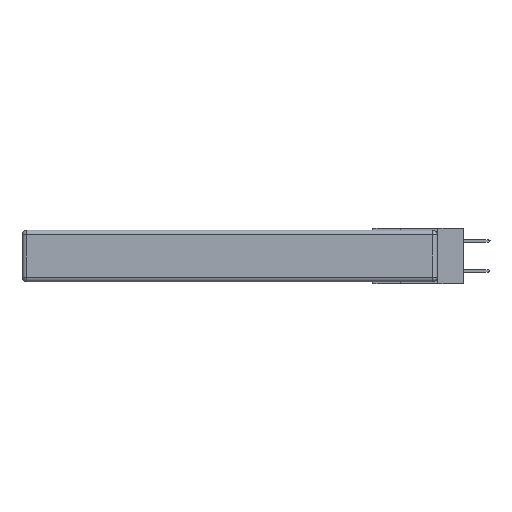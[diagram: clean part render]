
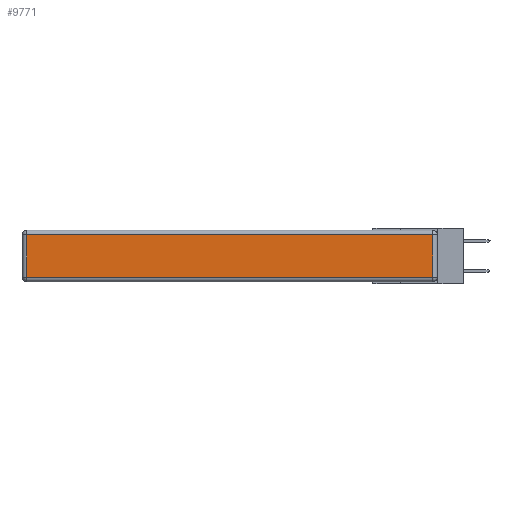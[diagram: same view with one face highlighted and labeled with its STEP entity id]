
A CAD part, left-side view. The second image highlights one B-rep face of the part: STEP entity #9771.
In plain terms, the highlighted planar face has unit normal (-1, 0, 0).
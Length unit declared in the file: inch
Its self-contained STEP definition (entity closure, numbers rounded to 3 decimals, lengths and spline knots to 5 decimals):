
#395 = CARTESIAN_POINT ( 'NONE',  ( 0., 0., -0.343 ) ) ;
#555 = ORIENTED_EDGE ( 'NONE', *, *, #1500, .T. ) ;
#819 = EDGE_LOOP ( 'NONE', ( #2344, #6430, #555, #4040 ) ) ;
#1159 = VERTEX_POINT ( 'NONE', #6752 ) ;
#1441 = VECTOR ( 'NONE', #12482, 39.37008 ) ;
#1500 = EDGE_CURVE ( 'NONE', #10556, #6028, #11251, .T. ) ;
#1587 = CARTESIAN_POINT ( 'NONE',  ( 0., 2.72, -0.343 ) ) ;
#2344 = ORIENTED_EDGE ( 'NONE', *, *, #3210, .T. ) ;
#3210 = EDGE_CURVE ( 'NONE', #1159, #7277, #4615, .T. ) ;
#3606 = VECTOR ( 'NONE', #3650, 39.37008 ) ;
#3650 = DIRECTION ( 'NONE',  ( 0., 0., 1. ) ) ;
#4006 = DIRECTION ( 'NONE',  ( 0., 0., 1. ) ) ;
#4040 = ORIENTED_EDGE ( 'NONE', *, *, #8012, .T. ) ;
#4615 = LINE ( 'NONE', #8925, #1441 ) ;
#5071 = EDGE_CURVE ( 'NONE', #7277, #10556, #6836, .T. ) ;
#6028 = VERTEX_POINT ( 'NONE', #15061 ) ;
#6138 = CARTESIAN_POINT ( 'NONE',  ( 0., 0.03, -0.313 ) ) ;
#6430 = ORIENTED_EDGE ( 'NONE', *, *, #5071, .T. ) ;
#6752 = CARTESIAN_POINT ( 'NONE',  ( 0., 2.72, -0.313 ) ) ;
#6836 = LINE ( 'NONE', #10900, #3606 ) ;
#6863 = FACE_OUTER_BOUND ( 'NONE', #819, .T. ) ;
#7277 = VERTEX_POINT ( 'NONE', #6138 ) ;
#7524 = CARTESIAN_POINT ( 'NONE',  ( 0., 2.75, -0.03 ) ) ;
#8012 = EDGE_CURVE ( 'NONE', #6028, #1159, #12727, .T. ) ;
#8263 = AXIS2_PLACEMENT_3D ( 'NONE', #395, #8801, #4006 ) ;
#8801 = DIRECTION ( 'NONE',  ( -1., 0., 0. ) ) ;
#8925 = CARTESIAN_POINT ( 'NONE',  ( 0., 0., -0.313 ) ) ;
#9002 = VECTOR ( 'NONE', #12260, 39.37008 ) ;
#9771 = ADVANCED_FACE ( 'NONE', ( #6863 ), #9790, .T. ) ;
#9790 = PLANE ( 'NONE',  #8263 ) ;
#10378 = CARTESIAN_POINT ( 'NONE',  ( 0., 0.03, -0.03 ) ) ;
#10556 = VERTEX_POINT ( 'NONE', #10378 ) ;
#10900 = CARTESIAN_POINT ( 'NONE',  ( 0., 0.03, -0.343 ) ) ;
#11251 = LINE ( 'NONE', #7524, #9002 ) ;
#11969 = VECTOR ( 'NONE', #13482, 39.37008 ) ;
#12260 = DIRECTION ( 'NONE',  ( 0., 1., 0. ) ) ;
#12482 = DIRECTION ( 'NONE',  ( 0., -1., 0. ) ) ;
#12727 = LINE ( 'NONE', #1587, #11969 ) ;
#13482 = DIRECTION ( 'NONE',  ( 0., 0., -1. ) ) ;
#15061 = CARTESIAN_POINT ( 'NONE',  ( 0., 2.72, -0.03 ) ) ;
